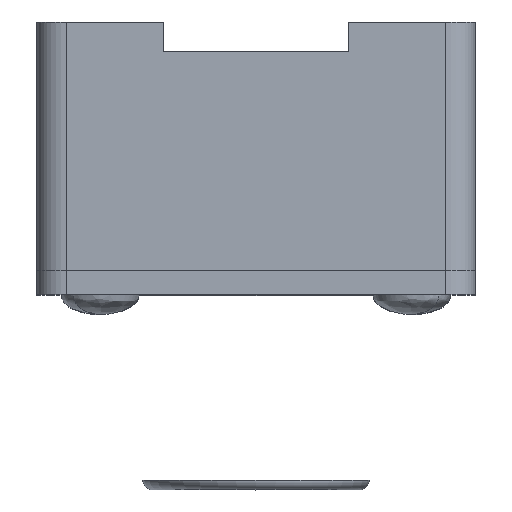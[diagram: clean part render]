
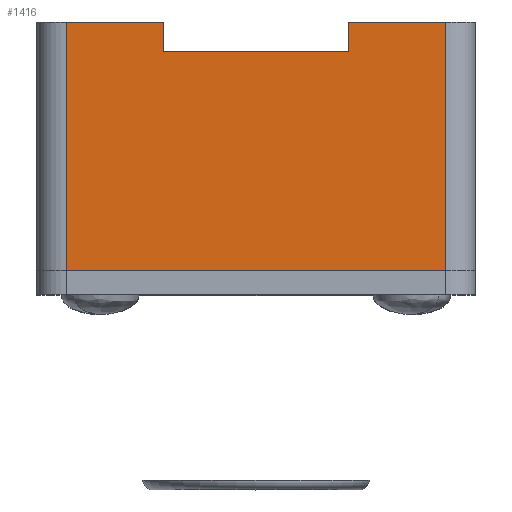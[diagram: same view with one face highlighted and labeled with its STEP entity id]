
A CAD part, top view. The second image highlights one B-rep face of the part: STEP entity #1416.
In plain terms, the highlighted planar face has unit normal (0, 0, 1).
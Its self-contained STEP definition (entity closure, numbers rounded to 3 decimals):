
#77=PLANE('',#1519);
#132=LINE('',#1972,#284);
#155=LINE('',#2021,#307);
#159=LINE('',#2038,#311);
#160=LINE('',#2039,#312);
#161=LINE('',#2041,#313);
#162=LINE('',#2043,#314);
#163=LINE('',#2044,#315);
#164=LINE('',#2045,#316);
#284=VECTOR('',#1625,1.);
#307=VECTOR('',#1654,1.);
#311=VECTOR('',#1668,1.);
#312=VECTOR('',#1669,1.);
#313=VECTOR('',#1670,1.);
#314=VECTOR('',#1671,1.);
#315=VECTOR('',#1672,1.);
#316=VECTOR('',#1673,1.);
#441=FACE_OUTER_BOUND('',#522,.T.);
#522=EDGE_LOOP('',(#987,#988,#989,#990,#991,#992,#993,#994));
#628=VERTEX_POINT('',#1968);
#630=VERTEX_POINT('',#1971);
#652=VERTEX_POINT('',#2019);
#653=VERTEX_POINT('',#2020);
#660=VERTEX_POINT('',#2036);
#661=VERTEX_POINT('',#2037);
#662=VERTEX_POINT('',#2040);
#663=VERTEX_POINT('',#2042);
#760=EDGE_CURVE('',#630,#628,#132,.T.);
#783=EDGE_CURVE('',#652,#653,#155,.T.);
#791=EDGE_CURVE('',#660,#661,#159,.T.);
#792=EDGE_CURVE('',#661,#652,#160,.T.);
#793=EDGE_CURVE('',#653,#662,#161,.T.);
#794=EDGE_CURVE('',#662,#663,#162,.T.);
#795=EDGE_CURVE('',#663,#630,#163,.T.);
#796=EDGE_CURVE('',#660,#628,#164,.T.);
#987=ORIENTED_EDGE('',*,*,#791,.T.);
#988=ORIENTED_EDGE('',*,*,#792,.T.);
#989=ORIENTED_EDGE('',*,*,#783,.T.);
#990=ORIENTED_EDGE('',*,*,#793,.T.);
#991=ORIENTED_EDGE('',*,*,#794,.T.);
#992=ORIENTED_EDGE('',*,*,#795,.T.);
#993=ORIENTED_EDGE('',*,*,#760,.T.);
#994=ORIENTED_EDGE('',*,*,#796,.F.);
#1416=ADVANCED_FACE('',(#441),#77,.F.);
#1519=AXIS2_PLACEMENT_3D('',#2035,#1666,#1667);
#1625=DIRECTION('',(-1.,0.,0.));
#1654=DIRECTION('',(1.,0.,0.));
#1666=DIRECTION('center_axis',(0.,0.,-1.));
#1667=DIRECTION('ref_axis',(0.,1.,0.));
#1668=DIRECTION('',(-1.,0.,0.));
#1669=DIRECTION('',(0.,-1.,0.));
#1670=DIRECTION('',(0.,1.,0.));
#1671=DIRECTION('',(-1.,0.,0.));
#1672=DIRECTION('',(0.,-1.,0.));
#1673=DIRECTION('',(0.,-1.,0.));
#1968=CARTESIAN_POINT('',(-0.95,1.675,4.5));
#1971=CARTESIAN_POINT('',(0.95,1.675,4.5));
#1972=CARTESIAN_POINT('',(2.25,1.675,4.5));
#2019=CARTESIAN_POINT('',(-1.95,-0.575,4.5));
#2020=CARTESIAN_POINT('',(1.95,-0.575,4.5));
#2021=CARTESIAN_POINT('',(2.25,-0.575,4.5));
#2035=CARTESIAN_POINT('Origin',(2.25,10.539,4.5));
#2036=CARTESIAN_POINT('',(-0.95,1.975,4.5));
#2037=CARTESIAN_POINT('',(-1.95,1.975,4.5));
#2038=CARTESIAN_POINT('',(-2.25,1.975,4.5));
#2039=CARTESIAN_POINT('',(-1.95,10.539,4.5));
#2040=CARTESIAN_POINT('',(1.95,1.975,4.5));
#2041=CARTESIAN_POINT('',(1.95,10.539,4.5));
#2042=CARTESIAN_POINT('',(0.95,1.975,4.5));
#2043=CARTESIAN_POINT('',(2.25,1.975,4.5));
#2044=CARTESIAN_POINT('',(0.95,9.459,4.5));
#2045=CARTESIAN_POINT('',(-0.95,9.459,4.5));
